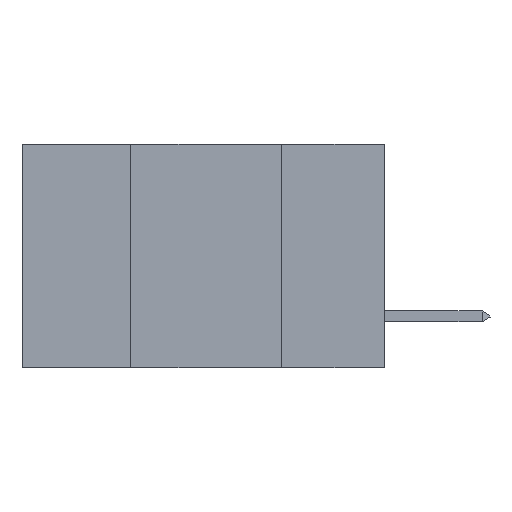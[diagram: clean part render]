
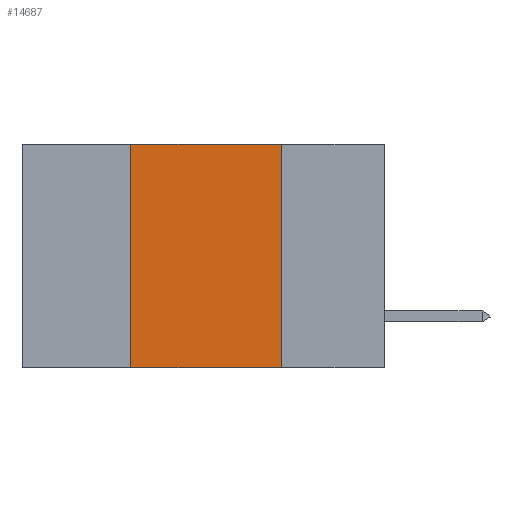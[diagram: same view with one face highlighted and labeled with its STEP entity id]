
A CAD part, left-side view. The second image highlights one B-rep face of the part: STEP entity #14687.
In plain terms, the highlighted planar face has unit normal (-1, 0, 0).
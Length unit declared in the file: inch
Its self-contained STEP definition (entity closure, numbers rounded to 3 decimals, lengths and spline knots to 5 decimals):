
#976 = CARTESIAN_POINT ( 'NONE',  ( 0., 0.6, -0.37 ) ) ;
#1031 = EDGE_CURVE ( 'NONE', #2213, #14555, #2593, .T. ) ;
#1213 = LINE ( 'NONE', #2790, #13676 ) ;
#2213 = VERTEX_POINT ( 'NONE', #5833 ) ;
#2306 = LINE ( 'NONE', #976, #6858 ) ;
#2472 = CARTESIAN_POINT ( 'NONE',  ( 0., 0.17, 0. ) ) ;
#2593 = LINE ( 'NONE', #19401, #18135 ) ;
#2727 = DIRECTION ( 'NONE',  ( 0., 0., 1. ) ) ;
#2790 = CARTESIAN_POINT ( 'NONE',  ( 0., 0.42, 0. ) ) ;
#3031 = AXIS2_PLACEMENT_3D ( 'NONE', #11380, #5406, #6702 ) ;
#3055 = ORIENTED_EDGE ( 'NONE', *, *, #1031, .F. ) ;
#5406 = DIRECTION ( 'NONE',  ( 1., 0., 0. ) ) ;
#5833 = CARTESIAN_POINT ( 'NONE',  ( 0., 0.42, 0. ) ) ;
#6702 = DIRECTION ( 'NONE',  ( 0., 0., -1. ) ) ;
#6858 = VECTOR ( 'NONE', #6883, 39.37008 ) ;
#6883 = DIRECTION ( 'NONE',  ( 0., -1., 0. ) ) ;
#8035 = EDGE_CURVE ( 'NONE', #17770, #14171, #2306, .T. ) ;
#8643 = LINE ( 'NONE', #2472, #19209 ) ;
#8970 = CARTESIAN_POINT ( 'NONE',  ( 0., 0.17, -0.37 ) ) ;
#9690 = EDGE_CURVE ( 'NONE', #17770, #2213, #1213, .T. ) ;
#9754 = PLANE ( 'NONE',  #3031 ) ;
#9822 = ORIENTED_EDGE ( 'NONE', *, *, #8035, .T. ) ;
#10973 = CARTESIAN_POINT ( 'NONE',  ( 0., 0.42, -0.37 ) ) ;
#11380 = CARTESIAN_POINT ( 'NONE',  ( 0., 0.6, 0. ) ) ;
#13079 = DIRECTION ( 'NONE',  ( 0., -1., 0. ) ) ;
#13371 = EDGE_LOOP ( 'NONE', ( #15777, #3055, #16328, #9822 ) ) ;
#13503 = FACE_OUTER_BOUND ( 'NONE', #13371, .T. ) ;
#13676 = VECTOR ( 'NONE', #2727, 39.37008 ) ;
#14171 = VERTEX_POINT ( 'NONE', #8970 ) ;
#14555 = VERTEX_POINT ( 'NONE', #15413 ) ;
#14687 = ADVANCED_FACE ( 'NONE', ( #13503 ), #9754, .F. ) ;
#15413 = CARTESIAN_POINT ( 'NONE',  ( 0., 0.17, 0. ) ) ;
#15777 = ORIENTED_EDGE ( 'NONE', *, *, #17311, .F. ) ;
#16328 = ORIENTED_EDGE ( 'NONE', *, *, #9690, .F. ) ;
#17311 = EDGE_CURVE ( 'NONE', #14555, #14171, #8643, .T. ) ;
#17770 = VERTEX_POINT ( 'NONE', #10973 ) ;
#18135 = VECTOR ( 'NONE', #13079, 39.37008 ) ;
#19052 = DIRECTION ( 'NONE',  ( 0., 0., -1. ) ) ;
#19209 = VECTOR ( 'NONE', #19052, 39.37008 ) ;
#19401 = CARTESIAN_POINT ( 'NONE',  ( 0., 0.6, 0. ) ) ;
